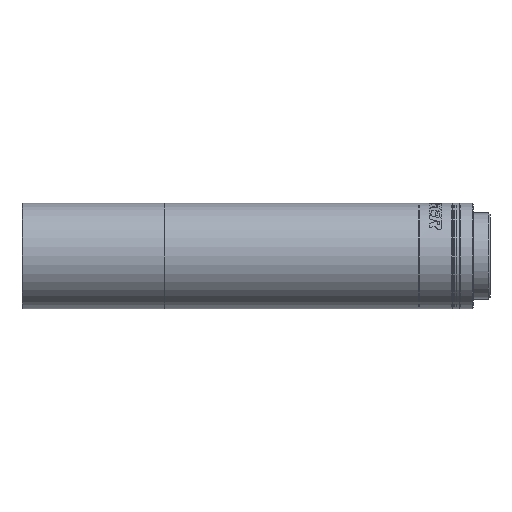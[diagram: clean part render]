
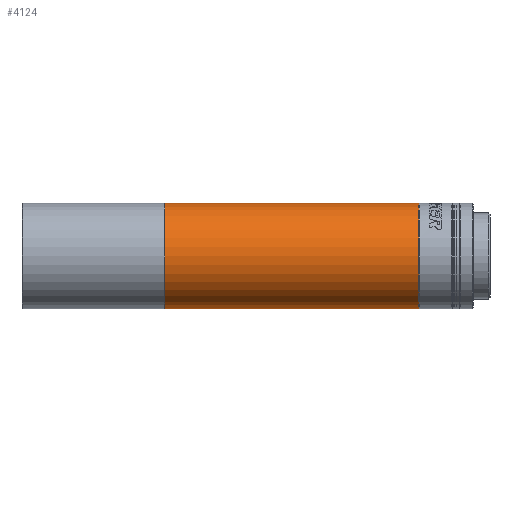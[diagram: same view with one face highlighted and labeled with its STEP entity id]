
A CAD part, front view. The second image highlights one B-rep face of the part: STEP entity #4124.
In plain terms, the highlighted cylindrical face has radius 15.5 mm (diameter 31 mm), a partial arc.
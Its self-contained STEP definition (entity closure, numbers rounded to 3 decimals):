
#447 = DIRECTION ( 'NONE',  ( 0., 0., -1. ) ) ;
#563 = DIRECTION ( 'NONE',  ( 1., 0., 0. ) ) ;
#1256 = AXIS2_PLACEMENT_3D ( 'NONE', #7563, #1331, #10400 ) ;
#1331 = DIRECTION ( 'NONE',  ( 1., 0., 0. ) ) ;
#1741 = VERTEX_POINT ( 'NONE', #2792 ) ;
#2339 = CARTESIAN_POINT ( 'NONE',  ( 88.99, 0., 0. ) ) ;
#2401 = FACE_OUTER_BOUND ( 'NONE', #10339, .T. ) ;
#2591 = LINE ( 'NONE', #3545, #10655 ) ;
#2792 = CARTESIAN_POINT ( 'NONE',  ( 40.003, 0., -15.5 ) ) ;
#2965 = CARTESIAN_POINT ( 'NONE',  ( 40.003, 0., 15.5 ) ) ;
#3110 = LINE ( 'NONE', #3167, #5484 ) ;
#3167 = CARTESIAN_POINT ( 'NONE',  ( 88.99, 0., -15.5 ) ) ;
#3298 = ORIENTED_EDGE ( 'NONE', *, *, #7649, .F. ) ;
#3541 = CIRCLE ( 'NONE', #8714, 15.5 ) ;
#3545 = CARTESIAN_POINT ( 'NONE',  ( 88.99, 0., 15.5 ) ) ;
#4056 = CARTESIAN_POINT ( 'NONE',  ( -34.778, 0., -15.5 ) ) ;
#4124 = ADVANCED_FACE ( 'NONE', ( #2401 ), #5335, .T. ) ;
#4626 = VERTEX_POINT ( 'NONE', #2965 ) ;
#4672 = ORIENTED_EDGE ( 'NONE', *, *, #8389, .T. ) ;
#5081 = CIRCLE ( 'NONE', #1256, 15.5 ) ;
#5277 = DIRECTION ( 'NONE',  ( 0., 0., -1. ) ) ;
#5335 = CYLINDRICAL_SURFACE ( 'NONE', #5945, 15.5 ) ;
#5484 = VECTOR ( 'NONE', #7608, 1000. ) ;
#5657 = VERTEX_POINT ( 'NONE', #4056 ) ;
#5895 = ORIENTED_EDGE ( 'NONE', *, *, #8491, .F. ) ;
#5945 = AXIS2_PLACEMENT_3D ( 'NONE', #2339, #9014, #5277 ) ;
#6016 = CARTESIAN_POINT ( 'NONE',  ( 40.003, 0., 0. ) ) ;
#6685 = ORIENTED_EDGE ( 'NONE', *, *, #11541, .T. ) ;
#7563 = CARTESIAN_POINT ( 'NONE',  ( -34.778, 0., 0. ) ) ;
#7608 = DIRECTION ( 'NONE',  ( 1., 0., 0. ) ) ;
#7649 = EDGE_CURVE ( 'NONE', #4626, #1741, #3541, .T. ) ;
#8082 = VERTEX_POINT ( 'NONE', #11320 ) ;
#8389 = EDGE_CURVE ( 'NONE', #8082, #5657, #5081, .T. ) ;
#8491 = EDGE_CURVE ( 'NONE', #8082, #4626, #2591, .T. ) ;
#8714 = AXIS2_PLACEMENT_3D ( 'NONE', #6016, #563, #447 ) ;
#9014 = DIRECTION ( 'NONE',  ( 1., 0., 0. ) ) ;
#9857 = DIRECTION ( 'NONE',  ( 1., 0., 0. ) ) ;
#10339 = EDGE_LOOP ( 'NONE', ( #5895, #4672, #6685, #3298 ) ) ;
#10400 = DIRECTION ( 'NONE',  ( 0., 0., -1. ) ) ;
#10655 = VECTOR ( 'NONE', #9857, 1000. ) ;
#11320 = CARTESIAN_POINT ( 'NONE',  ( -34.778, 0., 15.5 ) ) ;
#11541 = EDGE_CURVE ( 'NONE', #5657, #1741, #3110, .T. ) ;
